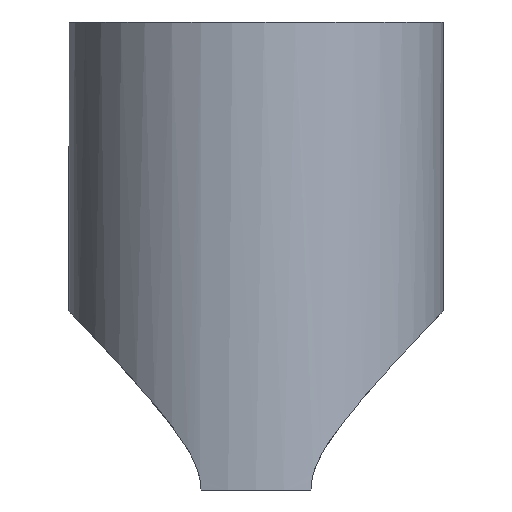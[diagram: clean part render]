
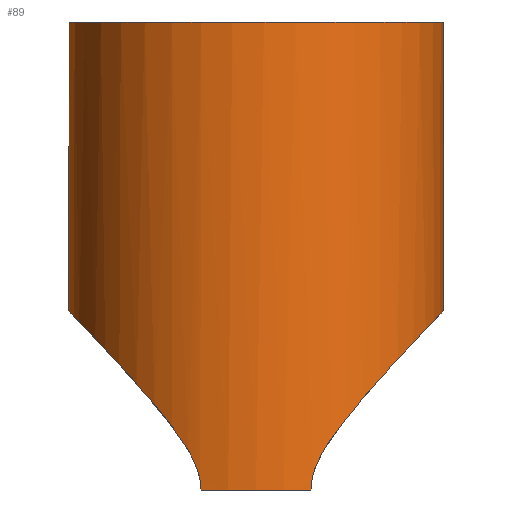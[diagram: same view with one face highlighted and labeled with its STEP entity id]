
A CAD part, front view. The second image highlights one B-rep face of the part: STEP entity #89.
In plain terms, the highlighted cylindrical face has radius 15.875 mm (diameter 31.75 mm), a full revolution.
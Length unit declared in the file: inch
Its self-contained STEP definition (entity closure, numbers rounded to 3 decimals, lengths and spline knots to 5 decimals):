
#16=CIRCLE('',#115,0.625);
#17=CIRCLE('',#117,0.625);
#18=CIRCLE('',#118,0.625);
#24=FACE_BOUND('',#37,.T.);
#29=FACE_OUTER_BOUND('',#36,.T.);
#36=EDGE_LOOP('',(#73));
#37=EDGE_LOOP('',(#74,#75,#76,#77));
#47=B_SPLINE_CURVE_WITH_KNOTS('',3,(#151,#152,#153,#154,#155,#156,#157,
#158,#159,#160,#161,#162,#163,#164,#165,#166,#167,#168,#169,#170,#171,#172,
#173,#174,#175,#176,#177,#178,#179,#180,#181,#182,#183,#184,#185,#186,#187,
#188),.UNSPECIFIED.,.F.,.F.,(4,2,2,2,2,2,2,2,2,2,2,2,2,2,2,2,2,2,4),(0.,
0.17815,0.35631,0.71262,1.06893,1.42524,
1.73594,2.04663,2.35733,2.66803,2.97872,
3.28942,3.60012,3.91081,4.26712,4.62343,
4.97974,5.1579,5.33605),.UNSPECIFIED.);
#48=B_SPLINE_CURVE_WITH_KNOTS('',3,(#192,#193,#194,#195,#196,#197,#198,
#199,#200,#201,#202,#203,#204,#205,#206,#207,#208,#209,#210,#211,#212,#213,
#214,#215,#216,#217,#218,#219,#220,#221,#222,#223,#224,#225,#226,#227,#228,
#229),.UNSPECIFIED.,.F.,.F.,(4,2,2,2,2,2,2,2,2,2,2,2,2,2,2,2,2,2,4),(-5.33605,
-5.1579,-4.97974,-4.62343,-4.26712,
-3.91081,-3.60012,-3.28942,-2.97872,
-2.66803,-2.35733,-2.04663,-1.73594,
-1.42524,-1.06893,-0.71262,-0.35631,-0.17815,
0.),.UNSPECIFIED.);
#50=VERTEX_POINT('',#149);
#51=VERTEX_POINT('',#150);
#52=VERTEX_POINT('',#189);
#53=VERTEX_POINT('',#191);
#55=VERTEX_POINT('',#285);
#57=EDGE_CURVE('',#50,#51,#47,.T.);
#59=EDGE_CURVE('',#53,#52,#48,.T.);
#62=EDGE_CURVE('',#50,#52,#16,.T.);
#63=EDGE_CURVE('',#55,#55,#17,.T.);
#64=EDGE_CURVE('',#53,#51,#18,.T.);
#73=ORIENTED_EDGE('',*,*,#63,.F.);
#74=ORIENTED_EDGE('',*,*,#59,.T.);
#75=ORIENTED_EDGE('',*,*,#62,.F.);
#76=ORIENTED_EDGE('',*,*,#57,.T.);
#77=ORIENTED_EDGE('',*,*,#64,.F.);
#85=CYLINDRICAL_SURFACE('',#116,0.625);
#89=ADVANCED_FACE('',(#29,#24),#85,.T.);
#115=AXIS2_PLACEMENT_3D('',#283,#131,#132);
#116=AXIS2_PLACEMENT_3D('',#284,#133,#134);
#117=AXIS2_PLACEMENT_3D('',#286,#135,#136);
#118=AXIS2_PLACEMENT_3D('',#287,#137,#138);
#131=DIRECTION('center_axis',(0.,0.,-1.));
#132=DIRECTION('ref_axis',(-1.,0.,0.));
#133=DIRECTION('center_axis',(0.,0.,1.));
#134=DIRECTION('ref_axis',(-1.,0.,0.));
#135=DIRECTION('center_axis',(0.,0.,1.));
#136=DIRECTION('ref_axis',(-1.,0.,0.));
#137=DIRECTION('center_axis',(0.,0.,-1.));
#138=DIRECTION('ref_axis',(-1.,0.,0.));
#149=CARTESIAN_POINT('',(-0.18335,0.5975,0.));
#150=CARTESIAN_POINT('',(-0.18335,-0.5975,0.));
#151=CARTESIAN_POINT('Ctrl Pts',(-0.18335,0.5975,0.));
#152=CARTESIAN_POINT('Ctrl Pts',(-0.18335,0.5975,0.02338));
#153=CARTESIAN_POINT('Ctrl Pts',(-0.18775,0.59618,0.04462));
#154=CARTESIAN_POINT('Ctrl Pts',(-0.20118,0.59178,0.08495));
#155=CARTESIAN_POINT('Ctrl Pts',(-0.21024,0.58868,0.10403));
#156=CARTESIAN_POINT('Ctrl Pts',(-0.24136,0.57694,0.16));
#157=CARTESIAN_POINT('Ctrl Pts',(-0.26714,0.56588,0.1955));
#158=CARTESIAN_POINT('Ctrl Pts',(-0.32196,0.53659,0.26555));
#159=CARTESIAN_POINT('Ctrl Pts',(-0.35091,0.51841,0.29961));
#160=CARTESIAN_POINT('Ctrl Pts',(-0.40748,0.47524,0.36423));
#161=CARTESIAN_POINT('Ctrl Pts',(-0.43512,0.45024,0.39476));
#162=CARTESIAN_POINT('Ctrl Pts',(-0.48276,0.39831,0.44668));
#163=CARTESIAN_POINT('Ctrl Pts',(-0.50469,0.37051,0.47026));
#164=CARTESIAN_POINT('Ctrl Pts',(-0.54481,0.3085,0.51308));
#165=CARTESIAN_POINT('Ctrl Pts',(-0.56298,0.27429,0.53231));
#166=CARTESIAN_POINT('Ctrl Pts',(-0.59305,0.20119,0.56402));
#167=CARTESIAN_POINT('Ctrl Pts',(-0.60497,0.16221,0.57652));
#168=CARTESIAN_POINT('Ctrl Pts',(-0.62094,0.082,0.59326));
#169=CARTESIAN_POINT('Ctrl Pts',(-0.625,0.04077,0.5975));
#170=CARTESIAN_POINT('Ctrl Pts',(-0.625,-0.04077,0.5975));
#171=CARTESIAN_POINT('Ctrl Pts',(-0.62094,-0.082,
0.59326));
#172=CARTESIAN_POINT('Ctrl Pts',(-0.60497,-0.16221,
0.57652));
#173=CARTESIAN_POINT('Ctrl Pts',(-0.59305,-0.20119,
0.56402));
#174=CARTESIAN_POINT('Ctrl Pts',(-0.56298,-0.27429,
0.53231));
#175=CARTESIAN_POINT('Ctrl Pts',(-0.54481,-0.3085,
0.51308));
#176=CARTESIAN_POINT('Ctrl Pts',(-0.50469,-0.37051,
0.47026));
#177=CARTESIAN_POINT('Ctrl Pts',(-0.48276,-0.39831,0.44668));
#178=CARTESIAN_POINT('Ctrl Pts',(-0.43512,-0.45024,
0.39476));
#179=CARTESIAN_POINT('Ctrl Pts',(-0.40748,-0.47524,
0.36423));
#180=CARTESIAN_POINT('Ctrl Pts',(-0.35091,-0.51841,
0.29961));
#181=CARTESIAN_POINT('Ctrl Pts',(-0.32196,-0.53659,0.26555));
#182=CARTESIAN_POINT('Ctrl Pts',(-0.26714,-0.56588,0.1955));
#183=CARTESIAN_POINT('Ctrl Pts',(-0.24136,-0.57694,
0.16));
#184=CARTESIAN_POINT('Ctrl Pts',(-0.21024,-0.58868,
0.10403));
#185=CARTESIAN_POINT('Ctrl Pts',(-0.20118,-0.59178,
0.08495));
#186=CARTESIAN_POINT('Ctrl Pts',(-0.18775,-0.59618,
0.04462));
#187=CARTESIAN_POINT('Ctrl Pts',(-0.18335,-0.5975,0.02338));
#188=CARTESIAN_POINT('Ctrl Pts',(-0.18335,-0.5975,0.));
#189=CARTESIAN_POINT('',(0.18335,0.5975,0.));
#191=CARTESIAN_POINT('',(0.18335,-0.5975,0.));
#192=CARTESIAN_POINT('Ctrl Pts',(0.18335,-0.5975,0.));
#193=CARTESIAN_POINT('Ctrl Pts',(0.18335,-0.5975,0.02338));
#194=CARTESIAN_POINT('Ctrl Pts',(0.18775,-0.59618,0.04462));
#195=CARTESIAN_POINT('Ctrl Pts',(0.20118,-0.59178,0.08495));
#196=CARTESIAN_POINT('Ctrl Pts',(0.21024,-0.58868,0.10403));
#197=CARTESIAN_POINT('Ctrl Pts',(0.24136,-0.57694,0.16));
#198=CARTESIAN_POINT('Ctrl Pts',(0.26714,-0.56588,0.1955));
#199=CARTESIAN_POINT('Ctrl Pts',(0.32196,-0.53659,0.26555));
#200=CARTESIAN_POINT('Ctrl Pts',(0.35091,-0.51841,0.29961));
#201=CARTESIAN_POINT('Ctrl Pts',(0.40748,-0.47524,0.36423));
#202=CARTESIAN_POINT('Ctrl Pts',(0.43512,-0.45024,0.39476));
#203=CARTESIAN_POINT('Ctrl Pts',(0.48276,-0.39831,0.44668));
#204=CARTESIAN_POINT('Ctrl Pts',(0.50469,-0.37051,0.47026));
#205=CARTESIAN_POINT('Ctrl Pts',(0.54481,-0.3085,0.51308));
#206=CARTESIAN_POINT('Ctrl Pts',(0.56298,-0.27429,0.53231));
#207=CARTESIAN_POINT('Ctrl Pts',(0.59305,-0.20119,0.56402));
#208=CARTESIAN_POINT('Ctrl Pts',(0.60497,-0.16221,0.57652));
#209=CARTESIAN_POINT('Ctrl Pts',(0.62094,-0.082,
0.59326));
#210=CARTESIAN_POINT('Ctrl Pts',(0.625,-0.04077,0.5975));
#211=CARTESIAN_POINT('Ctrl Pts',(0.625,0.04077,0.5975));
#212=CARTESIAN_POINT('Ctrl Pts',(0.62094,0.082,0.59326));
#213=CARTESIAN_POINT('Ctrl Pts',(0.60497,0.16221,0.57652));
#214=CARTESIAN_POINT('Ctrl Pts',(0.59305,0.20119,0.56402));
#215=CARTESIAN_POINT('Ctrl Pts',(0.56298,0.27429,0.53231));
#216=CARTESIAN_POINT('Ctrl Pts',(0.54481,0.3085,0.51308));
#217=CARTESIAN_POINT('Ctrl Pts',(0.50469,0.37051,0.47026));
#218=CARTESIAN_POINT('Ctrl Pts',(0.48276,0.39831,0.44668));
#219=CARTESIAN_POINT('Ctrl Pts',(0.43512,0.45024,0.39476));
#220=CARTESIAN_POINT('Ctrl Pts',(0.40748,0.47524,0.36423));
#221=CARTESIAN_POINT('Ctrl Pts',(0.35091,0.51841,0.29961));
#222=CARTESIAN_POINT('Ctrl Pts',(0.32196,0.53659,0.26555));
#223=CARTESIAN_POINT('Ctrl Pts',(0.26714,0.56588,0.1955));
#224=CARTESIAN_POINT('Ctrl Pts',(0.24136,0.57694,0.16));
#225=CARTESIAN_POINT('Ctrl Pts',(0.21024,0.58868,0.10403));
#226=CARTESIAN_POINT('Ctrl Pts',(0.20118,0.59178,0.08495));
#227=CARTESIAN_POINT('Ctrl Pts',(0.18775,0.59618,0.04462));
#228=CARTESIAN_POINT('Ctrl Pts',(0.18335,0.5975,0.02338));
#229=CARTESIAN_POINT('Ctrl Pts',(0.18335,0.5975,0.));
#283=CARTESIAN_POINT('Origin',(0.,0.,0.));
#284=CARTESIAN_POINT('Origin',(0.,0.,0.));
#285=CARTESIAN_POINT('',(0.625,0.,1.561));
#286=CARTESIAN_POINT('Origin',(0.,0.,1.561));
#287=CARTESIAN_POINT('Origin',(0.,0.,0.));
